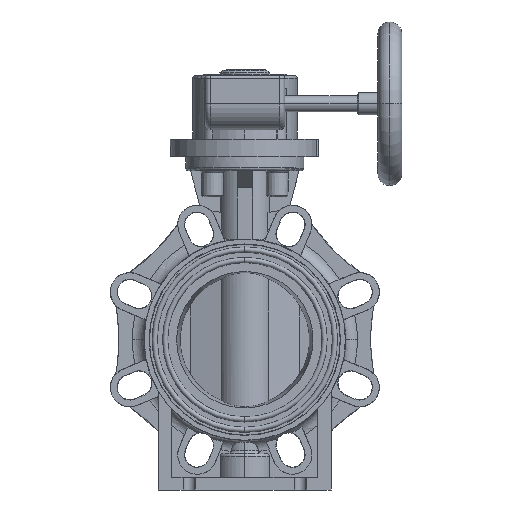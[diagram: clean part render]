
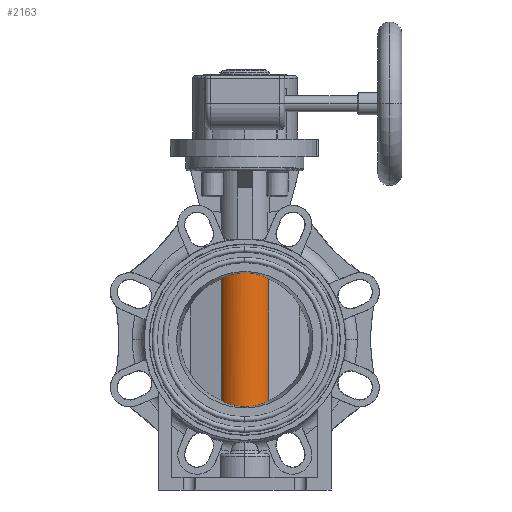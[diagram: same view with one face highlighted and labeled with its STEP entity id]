
A CAD part, front view. The second image highlights one B-rep face of the part: STEP entity #2163.
In plain terms, the highlighted cylindrical face has radius 21.05 mm (diameter 42.1 mm), a partial arc.
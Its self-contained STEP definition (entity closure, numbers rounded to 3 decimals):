
#2163=ADVANCED_FACE('',(#4493),#4494,.T.);
#4493=FACE_OUTER_BOUND('',#7133,.T.);
#4494=CYLINDRICAL_SURFACE('',#7134,21.05);
#7133=EDGE_LOOP('',(#13589,#13590,#13591,#13592,#13593,#13594));
#7134=AXIS2_PLACEMENT_3D('',#13595,#13596,#13597);
#13589=ORIENTED_EDGE('',*,*,#17492,.T.);
#13590=ORIENTED_EDGE('',*,*,#17497,.T.);
#13591=ORIENTED_EDGE('',*,*,#17495,.T.);
#13592=ORIENTED_EDGE('',*,*,#17498,.T.);
#13593=ORIENTED_EDGE('',*,*,#17499,.F.);
#13594=ORIENTED_EDGE('',*,*,#17500,.T.);
#13595=CARTESIAN_POINT('',(0.,0.0,-153.4));
#13596=DIRECTION('',(0.,0.0,1.0));
#13597=DIRECTION('',(1.0,0.0,0.));
#17492=EDGE_CURVE('',#22300,#22298,#22301,.T.);
#17495=EDGE_CURVE('',#22293,#22303,#22305,.T.);
#17497=EDGE_CURVE('',#22298,#22293,#22307,.T.);
#17498=EDGE_CURVE('',#22303,#22308,#22309,.T.);
#17499=EDGE_CURVE('',#22310,#22308,#22311,.T.);
#17500=EDGE_CURVE('',#22310,#22300,#22312,.T.);
#22293=VERTEX_POINT('',#29363);
#22298=VERTEX_POINT('',#29368);
#22300=VERTEX_POINT('',#29370);
#22301=B_SPLINE_CURVE_WITH_KNOTS('',3,(#29371,#29372,#29373,#29374,#29375,#29376,#29377,#29378,#29379),.UNSPECIFIED.,.F.,.F.,(4,1,1,1,1,1,4),(0.0,3.623,7.168,10.877,14.746,18.632,22.406),.UNSPECIFIED.);
#22303=VERTEX_POINT('',#29382);
#22305=B_SPLINE_CURVE_WITH_KNOTS('',3,(#29385,#29386,#29387,#29388,#29389,#29390,#29391,#29392,#29393),.UNSPECIFIED.,.F.,.F.,(4,1,1,1,1,1,4),(0.0,3.774,7.659,11.529,15.238,18.784,22.406),.UNSPECIFIED.);
#22307=LINE('',#29395,#29396);
#22308=VERTEX_POINT('',#29397);
#22309=B_SPLINE_CURVE_WITH_KNOTS('',3,(#29398,#29399,#29400,#29401,#29402,#29403,#29404,#29405,#29406),.UNSPECIFIED.,.F.,.F.,(4,1,1,1,1,1,4),(0.0,3.62,7.166,10.888,14.762,18.645,22.406),.UNSPECIFIED.);
#22310=VERTEX_POINT('',#29407);
#22311=LINE('',#29408,#29409);
#22312=B_SPLINE_CURVE_WITH_KNOTS('',3,(#29410,#29411,#29412,#29413,#29414,#29415,#29416,#29417,#29418),.UNSPECIFIED.,.F.,.F.,(4,1,1,1,1,1,4),(0.0,3.761,7.643,11.518,15.239,18.786,22.406),.UNSPECIFIED.);
#29363=CARTESIAN_POINT('',(18.139,-10.681,46.629));
#29368=CARTESIAN_POINT('',(18.139,-10.681,-46.629));
#29370=CARTESIAN_POINT('',(0.,-21.05,-51.215));
#29371=CARTESIAN_POINT('',(0.,-21.05,-51.215));
#29372=CARTESIAN_POINT('',(1.208,-21.05,-51.215));
#29373=CARTESIAN_POINT('',(3.603,-20.843,-51.105));
#29374=CARTESIAN_POINT('',(7.099,-19.925,-50.63));
#29375=CARTESIAN_POINT('',(10.422,-18.413,-49.874));
#29376=CARTESIAN_POINT('',(13.48,-16.311,-48.881));
#29377=CARTESIAN_POINT('',(16.109,-13.715,-47.758));
#29378=CARTESIAN_POINT('',(17.528,-11.718,-46.994));
#29379=CARTESIAN_POINT('',(18.139,-10.681,-46.629));
#29382=CARTESIAN_POINT('',(0.,-21.05,51.215));
#29385=CARTESIAN_POINT('',(18.139,-10.681,46.629));
#29386=CARTESIAN_POINT('',(17.528,-11.718,46.994));
#29387=CARTESIAN_POINT('',(16.109,-13.715,47.758));
#29388=CARTESIAN_POINT('',(13.48,-16.311,48.881));
#29389=CARTESIAN_POINT('',(10.422,-18.413,49.874));
#29390=CARTESIAN_POINT('',(7.099,-19.925,50.63));
#29391=CARTESIAN_POINT('',(3.603,-20.843,51.105));
#29392=CARTESIAN_POINT('',(1.207,-21.05,51.215));
#29393=CARTESIAN_POINT('',(0.,-21.05,51.215));
#29395=CARTESIAN_POINT('',(18.139,-10.681,-46.629));
#29396=VECTOR('',#33896,93.259);
#29397=CARTESIAN_POINT('',(-18.139,-10.681,46.629));
#29398=CARTESIAN_POINT('',(0.,-21.05,51.215));
#29399=CARTESIAN_POINT('',(-1.207,-21.05,51.215));
#29400=CARTESIAN_POINT('',(-3.602,-20.843,51.106));
#29401=CARTESIAN_POINT('',(-7.101,-19.925,50.63));
#29402=CARTESIAN_POINT('',(-10.429,-18.41,49.872));
#29403=CARTESIAN_POINT('',(-13.49,-16.303,48.877));
#29404=CARTESIAN_POINT('',(-16.114,-13.708,47.755));
#29405=CARTESIAN_POINT('',(-17.53,-11.715,46.993));
#29406=CARTESIAN_POINT('',(-18.139,-10.681,46.629));
#29407=CARTESIAN_POINT('',(-18.139,-10.681,-46.629));
#29408=CARTESIAN_POINT('',(-18.139,-10.681,-46.629));
#29409=VECTOR('',#33897,93.259);
#29410=CARTESIAN_POINT('',(-18.139,-10.681,-46.629));
#29411=CARTESIAN_POINT('',(-17.53,-11.715,-46.993));
#29412=CARTESIAN_POINT('',(-16.114,-13.708,-47.755));
#29413=CARTESIAN_POINT('',(-13.49,-16.302,-48.877));
#29414=CARTESIAN_POINT('',(-10.43,-18.41,-49.872));
#29415=CARTESIAN_POINT('',(-7.101,-19.925,-50.63));
#29416=CARTESIAN_POINT('',(-3.602,-20.843,-51.106));
#29417=CARTESIAN_POINT('',(-1.206,-21.05,-51.215));
#29418=CARTESIAN_POINT('',(0.,-21.05,-51.215));
#33896=DIRECTION('',(0.0,0.0,1.0));
#33897=DIRECTION('',(0.,0.0,1.0));
